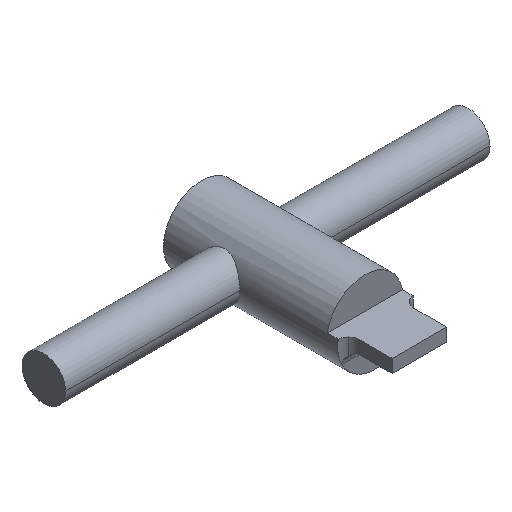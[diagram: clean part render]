
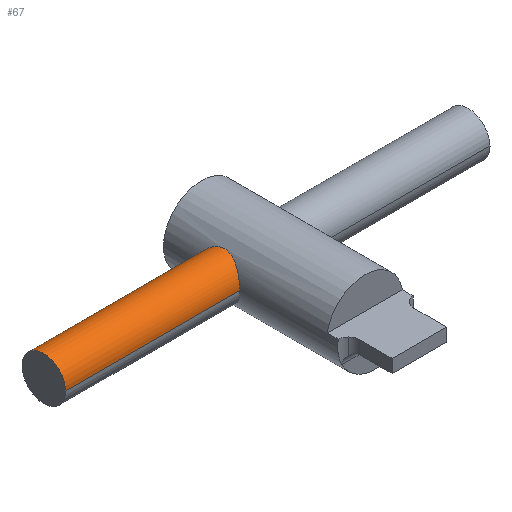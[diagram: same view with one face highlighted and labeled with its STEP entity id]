
A CAD part, isometric view. The second image highlights one B-rep face of the part: STEP entity #67.
In plain terms, the highlighted cylindrical face has radius 10 mm (diameter 20 mm), a partial arc.
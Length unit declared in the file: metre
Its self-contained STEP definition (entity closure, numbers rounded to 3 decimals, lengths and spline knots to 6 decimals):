
#67=ADVANCED_FACE('1:267',(#148),#149,.T.);
#148=FACE_OUTER_BOUND('',#240,.T.);
#149=CYLINDRICAL_SURFACE('',#241,0.01);
#240=EDGE_LOOP('',(#373,#374,#375,#376,#377,#378,#379));
#241=AXIS2_PLACEMENT_3D('',#380,#381,#382);
#373=ORIENTED_EDGE('',*,*,#604,.F.);
#374=ORIENTED_EDGE('',*,*,#575,.F.);
#375=ORIENTED_EDGE('',*,*,#574,.F.);
#376=ORIENTED_EDGE('',*,*,#605,.F.);
#377=ORIENTED_EDGE('',*,*,#606,.T.);
#378=ORIENTED_EDGE('',*,*,#607,.F.);
#379=ORIENTED_EDGE('',*,*,#608,.T.);
#380=CARTESIAN_POINT('',(0.0,0.075,0.));
#381=DIRECTION('',(-1.0,0.0,0.0));
#382=DIRECTION('',(0.0,-1.0,0.0));
#574=EDGE_CURVE('1:105',#686,#688,#689,.T.);
#575=EDGE_CURVE('1:105',#688,#664,#690,.T.);
#604=EDGE_CURVE('',#664,#734,#735,.T.);
#605=EDGE_CURVE('',#736,#686,#737,.T.);
#606=EDGE_CURVE('1:355',#736,#738,#739,.T.);
#607=EDGE_CURVE('',#740,#738,#741,.T.);
#608=EDGE_CURVE('0:50849',#740,#734,#742,.F.);
#664=VERTEX_POINT('',#811);
#686=VERTEX_POINT('',#886);
#688=VERTEX_POINT('',#889);
#689=B_SPLINE_CURVE_WITH_KNOTS('',3,(#890,#891,#892,#893,#894,#895,#896,#897,#898,#899,#900,#901,#902,#903,#904,#905,#906,#907,#908,#909,#910,#911),.UNSPECIFIED.,.F.,.F.,(4,3,3,3,3,3,3,4),(0.046471,0.049159,0.052023,0.054112,0.055102,0.058159,0.060746,0.061961),.UNSPECIFIED.);
#690=B_SPLINE_CURVE_WITH_KNOTS('',3,(#912,#913,#914,#915,#916,#917,#918,#919,#920,#921,#922,#923,#924,#925,#926,#927,#928,#929,#930,#931,#932,#933),.UNSPECIFIED.,.F.,.F.,(4,3,3,3,3,3,3,4),(0.0,0.002591,0.005599,0.007655,0.008665,0.011548,0.014241,0.01549),.UNSPECIFIED.);
#734=VERTEX_POINT('',#1055);
#735=LINE('',#1056,#1057);
#736=VERTEX_POINT('',#1058);
#737=LINE('',#1059,#1060);
#738=VERTEX_POINT('',#1061);
#739=B_SPLINE_CURVE_WITH_KNOTS('',3,(#1062,#1063,#1064,#1065,#1066,#1067,#1068,#1069,#1070,#1071,#1072,#1073,#1074,#1075,#1076,#1077,#1078,#1079,#1080,#1081,#1082,#1083,#1084,#1085,#1086,#1087,#1088,#1089,#1090,#1091,#1092,#1093,#1094,#1095),.UNSPECIFIED.,.F.,.F.,(4,3,3,3,3,3,3,3,3,3,3,4),(0.002239,0.002775,0.003015,0.003364,0.003607,0.004254,0.004716,0.005365,0.005654,0.005939,0.006164,0.006717),.UNSPECIFIED.);
#740=VERTEX_POINT('',#1096);
#741=LINE('',#1097,#1098);
#742=CIRCLE('',#1099,0.01);
#811=CARTESIAN_POINT('',(-0.0175,0.065,0.));
#886=CARTESIAN_POINT('',(-0.0175,0.085,0.));
#889=CARTESIAN_POINT('',(-0.014361,0.075,0.01));
#890=CARTESIAN_POINT('',(-0.0175,0.085,0.));
#891=CARTESIAN_POINT('',(-0.0175,0.085,0.000896));
#892=CARTESIAN_POINT('',(-0.017428,0.084876,0.001826));
#893=CARTESIAN_POINT('',(-0.017287,0.084623,0.002721));
#894=CARTESIAN_POINT('',(-0.017137,0.084353,0.003674));
#895=CARTESIAN_POINT('',(-0.01691,0.083939,0.004587));
#896=CARTESIAN_POINT('',(-0.016645,0.083415,0.005402));
#897=CARTESIAN_POINT('',(-0.016452,0.083034,0.005997));
#898=CARTESIAN_POINT('',(-0.016241,0.082595,0.006539));
#899=CARTESIAN_POINT('',(-0.016033,0.082127,0.007014));
#900=CARTESIAN_POINT('',(-0.015934,0.081906,0.007239));
#901=CARTESIAN_POINT('',(-0.015834,0.081672,0.007456));
#902=CARTESIAN_POINT('',(-0.015733,0.081424,0.007664));
#903=CARTESIAN_POINT('',(-0.01542,0.080657,0.008306));
#904=CARTESIAN_POINT('',(-0.015101,0.079761,0.008856));
#905=CARTESIAN_POINT('',(-0.014854,0.078793,0.009253));
#906=CARTESIAN_POINT('',(-0.014645,0.077973,0.009589));
#907=CARTESIAN_POINT('',(-0.014488,0.077101,0.009816));
#908=CARTESIAN_POINT('',(-0.014414,0.076227,0.009924));
#909=CARTESIAN_POINT('',(-0.014379,0.075816,0.009975));
#910=CARTESIAN_POINT('',(-0.014361,0.075405,0.01));
#911=CARTESIAN_POINT('',(-0.014361,0.075,0.01));
#912=CARTESIAN_POINT('',(-0.014361,0.075,0.01));
#913=CARTESIAN_POINT('',(-0.014361,0.074136,0.01));
#914=CARTESIAN_POINT('',(-0.014443,0.073246,0.009885));
#915=CARTESIAN_POINT('',(-0.014597,0.072387,0.009653));
#916=CARTESIAN_POINT('',(-0.014776,0.071389,0.009382));
#917=CARTESIAN_POINT('',(-0.015048,0.070435,0.008954));
#918=CARTESIAN_POINT('',(-0.015348,0.069585,0.008407));
#919=CARTESIAN_POINT('',(-0.015553,0.069005,0.008033));
#920=CARTESIAN_POINT('',(-0.015769,0.068473,0.007604));
#921=CARTESIAN_POINT('',(-0.015975,0.068004,0.007145));
#922=CARTESIAN_POINT('',(-0.016076,0.067773,0.006919));
#923=CARTESIAN_POINT('',(-0.016177,0.067552,0.006682));
#924=CARTESIAN_POINT('',(-0.016277,0.067339,0.006428));
#925=CARTESIAN_POINT('',(-0.016563,0.066731,0.005703));
#926=CARTESIAN_POINT('',(-0.016838,0.066203,0.004858));
#927=CARTESIAN_POINT('',(-0.01705,0.065811,0.003945));
#928=CARTESIAN_POINT('',(-0.017247,0.065445,0.003092));
#929=CARTESIAN_POINT('',(-0.017388,0.065197,0.002178));
#930=CARTESIAN_POINT('',(-0.017454,0.06508,0.001264));
#931=CARTESIAN_POINT('',(-0.017485,0.065026,0.00084));
#932=CARTESIAN_POINT('',(-0.0175,0.065,0.000416));
#933=CARTESIAN_POINT('',(-0.0175,0.065,0.));
#1055=CARTESIAN_POINT('',(-0.0975,0.065,0.));
#1056=CARTESIAN_POINT('',(-0.055928,0.065,0.));
#1057=VECTOR('',#1554,1.0);
#1058=CARTESIAN_POINT('',(-0.091,0.085,0.));
#1059=CARTESIAN_POINT('',(-0.055928,0.085,0.));
#1060=VECTOR('',#1555,1.0);
#1061=CARTESIAN_POINT('',(-0.094,0.085,0.));
#1062=CARTESIAN_POINT('',(-0.091,0.085,0.));
#1063=CARTESIAN_POINT('',(-0.091,0.085,0.000179));
#1064=CARTESIAN_POINT('',(-0.091036,0.084994,0.000379));
#1065=CARTESIAN_POINT('',(-0.091107,0.084985,0.000556));
#1066=CARTESIAN_POINT('',(-0.091138,0.08498,0.000635));
#1067=CARTESIAN_POINT('',(-0.091175,0.084975,0.000707));
#1068=CARTESIAN_POINT('',(-0.091217,0.08497,0.000777));
#1069=CARTESIAN_POINT('',(-0.091279,0.084962,0.000879));
#1070=CARTESIAN_POINT('',(-0.091362,0.084952,0.000984));
#1071=CARTESIAN_POINT('',(-0.09145,0.084943,0.00107));
#1072=CARTESIAN_POINT('',(-0.091511,0.084936,0.001129));
#1073=CARTESIAN_POINT('',(-0.091572,0.08493,0.001179));
#1074=CARTESIAN_POINT('',(-0.09164,0.084924,0.001227));
#1075=CARTESIAN_POINT('',(-0.091824,0.084909,0.001354));
#1076=CARTESIAN_POINT('',(-0.092048,0.084895,0.001444));
#1077=CARTESIAN_POINT('',(-0.092271,0.08489,0.001478));
#1078=CARTESIAN_POINT('',(-0.092431,0.084886,0.001503));
#1079=CARTESIAN_POINT('',(-0.092584,0.084887,0.001502));
#1080=CARTESIAN_POINT('',(-0.092744,0.08489,0.001476));
#1081=CARTESIAN_POINT('',(-0.092968,0.084896,0.001439));
#1082=CARTESIAN_POINT('',(-0.093191,0.08491,0.001347));
#1083=CARTESIAN_POINT('',(-0.093373,0.084926,0.001217));
#1084=CARTESIAN_POINT('',(-0.093454,0.084933,0.00116));
#1085=CARTESIAN_POINT('',(-0.093526,0.08494,0.001098));
#1086=CARTESIAN_POINT('',(-0.093596,0.084948,0.001022));
#1087=CARTESIAN_POINT('',(-0.093666,0.084955,0.000948));
#1088=CARTESIAN_POINT('',(-0.093731,0.084963,0.000862));
#1089=CARTESIAN_POINT('',(-0.093781,0.08497,0.000779));
#1090=CARTESIAN_POINT('',(-0.093821,0.084975,0.000714));
#1091=CARTESIAN_POINT('',(-0.093856,0.084979,0.000646));
#1092=CARTESIAN_POINT('',(-0.093886,0.084984,0.000572));
#1093=CARTESIAN_POINT('',(-0.093961,0.084994,0.000391));
#1094=CARTESIAN_POINT('',(-0.094,0.085,0.000184));
#1095=CARTESIAN_POINT('',(-0.094,0.085,0.));
#1096=CARTESIAN_POINT('',(-0.0975,0.085,0.));
#1097=CARTESIAN_POINT('',(-0.055928,0.085,0.));
#1098=VECTOR('',#1556,1.0);
#1099=AXIS2_PLACEMENT_3D('',#1557,#1558,#1559);
#1554=DIRECTION('',(-1.0,0.0,0.0));
#1555=DIRECTION('',(1.0,-0.0,-0.0));
#1556=DIRECTION('',(1.0,-0.0,-0.0));
#1557=CARTESIAN_POINT('',(-0.0975,0.075,0.));
#1558=DIRECTION('',(-1.0,0.0,0.0));
#1559=DIRECTION('',(0.0,-1.0,0.0));
